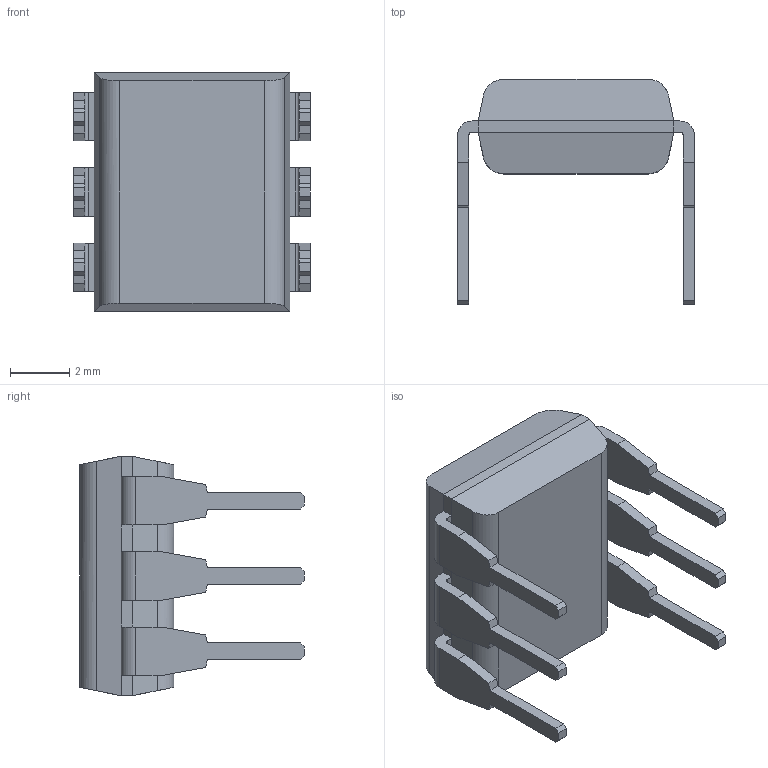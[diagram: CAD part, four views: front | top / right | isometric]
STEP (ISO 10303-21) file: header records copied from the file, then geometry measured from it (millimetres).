
FILE_DESCRIPTION (( 'STEP AP214' ), '1' );
FILE_NAME ('17C82FA1-7CBC-40C0-A984-3B4F28F7D2AD.STEP', '2008-06-26T03:12:49', ( 'sysAdmin' ), ( 'SolidWorks' ), 'SwSTEP 2.0', 'SolidWorks 2008', '' );
FILE_SCHEMA (( 'AUTOMOTIVE_DESIGN' ));
Length unit declared in the file: millimetre
Products named in the file (1): 17C82FA1-7CBC-40C0-A984-3B4F28F7D2AD
Bounding box: 8 x 7.59 x 8.08 mm (x, y, z)
Volume: 169.7 mm3; surface area: 283.5 mm2
Topology: 1 solids, 1 shells, 131 faces, 357 edges, 227 vertices
Faces by surface type: plane 111, cylinder 18, sphere 2
Entity records: 4298 total; most frequent: CARTESIAN_POINT 740, ORIENTED_EDGE 706, DIRECTION 639, EDGE_CURVE 353, VECTOR 311, LINE 311, VERTEX_POINT 225, AXIS2_PLACEMENT_3D 164
